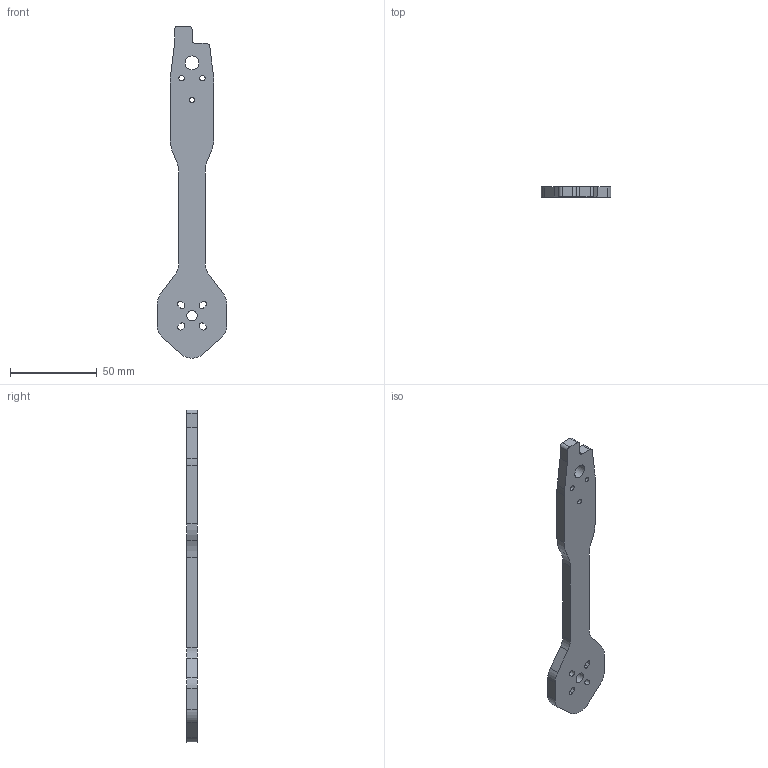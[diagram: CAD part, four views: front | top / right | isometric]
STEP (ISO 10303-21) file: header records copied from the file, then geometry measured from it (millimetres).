
FILE_DESCRIPTION(/* description */ (''),/* implementation_level */ '2;1');
FILE_NAME(/* name */ 'Kauri arm disc aero.stp',/* time_stamp */ '2022-06-23T10:33:12-06:00',/* author */ ('Steven'),/* organization */ (''),/* preprocessor_version */ 'ST-DEVELOPER v18',/* originating_system */ 'Autodesk Inventor 2020',/* authorisation */ '');
FILE_SCHEMA (('AUTOMOTIVE_DESIGN { 1 0 10303 214 3 1 1 }'));
Length unit declared in the file: millimetre
Products named in the file (1): Kauri arm disc aero
Bounding box: 40 x 6 x 190.81 mm (x, y, z)
Volume: 24585.9 mm3; surface area: 11503.7 mm2
Topology: 1 solids, 1 shells, 56 faces, 172 edges, 118 vertices
Faces by surface type: cylinder 30, plane 26
Full cylindrical faces by diameter (mm): 3 x3, 6 x1, 8 x1
Entity records: 2052 total; most frequent: DIRECTION 356, CARTESIAN_POINT 347, ORIENTED_EDGE 344, EDGE_CURVE 172, AXIS2_PLACEMENT_3D 127, VERTEX_POINT 118, LINE 102, VECTOR 102
